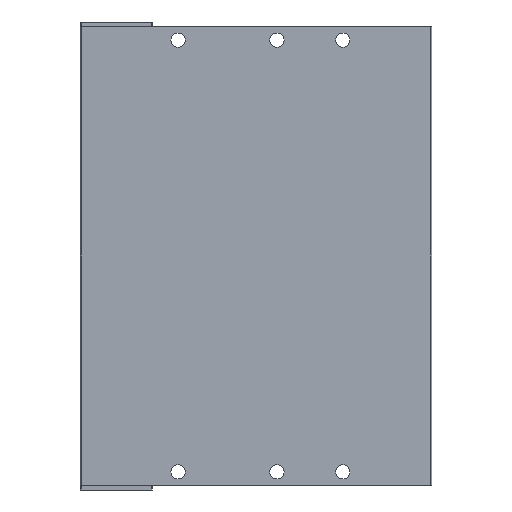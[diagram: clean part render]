
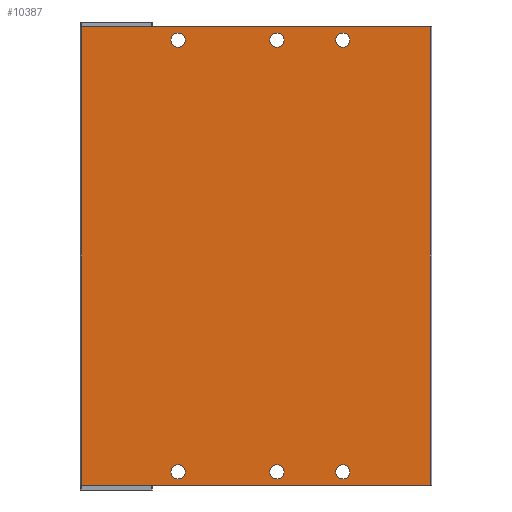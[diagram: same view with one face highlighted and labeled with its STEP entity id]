
A CAD part, front view. The second image highlights one B-rep face of the part: STEP entity #10387.
In plain terms, the highlighted planar face has unit normal (0, -1, 0).
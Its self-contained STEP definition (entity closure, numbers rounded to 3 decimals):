
#22 = EDGE_CURVE ( 'NONE', #1664, #4178, #6436, .T. ) ;
#30 = EDGE_CURVE ( 'NONE', #8908, #5306, #4139, .T. ) ;
#78 = ORIENTED_EDGE ( 'NONE', *, *, #8848, .T. ) ;
#112 = DIRECTION ( 'NONE',  ( 0., 0., -1. ) ) ;
#140 = CARTESIAN_POINT ( 'NONE',  ( 29.7, 0., -135. ) ) ;
#162 = DIRECTION ( 'NONE',  ( 0., 1., 0. ) ) ;
#452 = CARTESIAN_POINT ( 'NONE',  ( 79.7, 0., -132.85 ) ) ;
#455 = DIRECTION ( 'NONE',  ( 0., 0., -1. ) ) ;
#481 = CIRCLE ( 'NONE', #1008, 2.15 ) ;
#487 = EDGE_LOOP ( 'NONE', ( #5768, #3063 ) ) ;
#576 = DIRECTION ( 'NONE',  ( 0., 0., -1. ) ) ;
#667 = DIRECTION ( 'NONE',  ( 0., 0., 1. ) ) ;
#706 = EDGE_CURVE ( 'NONE', #3545, #10559, #2794, .T. ) ;
#753 = AXIS2_PLACEMENT_3D ( 'NONE', #3223, #3169, #6487 ) ;
#908 = CARTESIAN_POINT ( 'NONE',  ( 0.5, 0., 0. ) ) ;
#1004 = EDGE_LOOP ( 'NONE', ( #78, #9330 ) ) ;
#1008 = AXIS2_PLACEMENT_3D ( 'NONE', #9683, #2219, #576 ) ;
#1111 = CARTESIAN_POINT ( 'NONE',  ( 59.7, 0., -6.15 ) ) ;
#1145 = VERTEX_POINT ( 'NONE', #4632 ) ;
#1197 = CARTESIAN_POINT ( 'NONE',  ( 0.5, 0., 0. ) ) ;
#1385 = AXIS2_PLACEMENT_3D ( 'NONE', #6693, #5919, #6744 ) ;
#1431 = LINE ( 'NONE', #6546, #3368 ) ;
#1481 = CARTESIAN_POINT ( 'NONE',  ( 59.7, 0., -4. ) ) ;
#1640 = VERTEX_POINT ( 'NONE', #3971 ) ;
#1664 = VERTEX_POINT ( 'NONE', #8984 ) ;
#1758 = DIRECTION ( 'NONE',  ( 0., 1., 0. ) ) ;
#1930 = FACE_BOUND ( 'NONE', #3515, .T. ) ;
#2074 = CARTESIAN_POINT ( 'NONE',  ( 29.7, 0., -135. ) ) ;
#2203 = ORIENTED_EDGE ( 'NONE', *, *, #7972, .T. ) ;
#2219 = DIRECTION ( 'NONE',  ( 0., 1., 0. ) ) ;
#2366 = AXIS2_PLACEMENT_3D ( 'NONE', #5411, #7926, #455 ) ;
#2400 = EDGE_LOOP ( 'NONE', ( #4678, #3176, #8960, #3428 ) ) ;
#2460 = CARTESIAN_POINT ( 'NONE',  ( 59.7, 0., -1.85 ) ) ;
#2747 = FACE_OUTER_BOUND ( 'NONE', #2400, .T. ) ;
#2794 = CIRCLE ( 'NONE', #3831, 2.15 ) ;
#3063 = ORIENTED_EDGE ( 'NONE', *, *, #8912, .T. ) ;
#3169 = DIRECTION ( 'NONE',  ( 0., 1., 0. ) ) ;
#3176 = ORIENTED_EDGE ( 'NONE', *, *, #10047, .T. ) ;
#3223 = CARTESIAN_POINT ( 'NONE',  ( 79.7, 0., -4. ) ) ;
#3269 = DIRECTION ( 'NONE',  ( 0., 0., -1. ) ) ;
#3362 = DIRECTION ( 'NONE',  ( 0., 0., -1. ) ) ;
#3368 = VECTOR ( 'NONE', #667, 1000. ) ;
#3370 = AXIS2_PLACEMENT_3D ( 'NONE', #2074, #4465, #6098 ) ;
#3375 = AXIS2_PLACEMENT_3D ( 'NONE', #4477, #7801, #9447 ) ;
#3420 = DIRECTION ( 'NONE',  ( 0., 1., 0. ) ) ;
#3428 = ORIENTED_EDGE ( 'NONE', *, *, #30, .T. ) ;
#3462 = CARTESIAN_POINT ( 'NONE',  ( 59.7, 0., -132.85 ) ) ;
#3515 = EDGE_LOOP ( 'NONE', ( #2203, #5686 ) ) ;
#3545 = VERTEX_POINT ( 'NONE', #9401 ) ;
#3748 = EDGE_CURVE ( 'NONE', #4178, #1664, #4445, .T. ) ;
#3831 = AXIS2_PLACEMENT_3D ( 'NONE', #4387, #7712, #3362 ) ;
#3879 = AXIS2_PLACEMENT_3D ( 'NONE', #7791, #162, #112 ) ;
#3948 = CARTESIAN_POINT ( 'NONE',  ( 106.2, 0., 0. ) ) ;
#3971 = CARTESIAN_POINT ( 'NONE',  ( 79.7, 0., -1.85 ) ) ;
#4139 = LINE ( 'NONE', #10028, #6076 ) ;
#4142 = DIRECTION ( 'NONE',  ( 0., 1., 0. ) ) ;
#4178 = VERTEX_POINT ( 'NONE', #10778 ) ;
#4253 = ORIENTED_EDGE ( 'NONE', *, *, #6727, .T. ) ;
#4342 = EDGE_LOOP ( 'NONE', ( #4253, #7056 ) ) ;
#4387 = CARTESIAN_POINT ( 'NONE',  ( 59.7, 0., -135. ) ) ;
#4425 = FACE_BOUND ( 'NONE', #10543, .T. ) ;
#4445 = CIRCLE ( 'NONE', #2366, 2.15 ) ;
#4465 = DIRECTION ( 'NONE',  ( 0., 1., 0. ) ) ;
#4477 = CARTESIAN_POINT ( 'NONE',  ( 0.5, 0., -139. ) ) ;
#4515 = DIRECTION ( 'NONE',  ( 0., 1., 0. ) ) ;
#4561 = LINE ( 'NONE', #7894, #5066 ) ;
#4599 = EDGE_LOOP ( 'NONE', ( #9606, #10394 ) ) ;
#4632 = CARTESIAN_POINT ( 'NONE',  ( 29.7, 0., -132.85 ) ) ;
#4678 = ORIENTED_EDGE ( 'NONE', *, *, #5115, .T. ) ;
#5066 = VECTOR ( 'NONE', #10397, 1000. ) ;
#5115 = EDGE_CURVE ( 'NONE', #5306, #6070, #4561, .T. ) ;
#5261 = CIRCLE ( 'NONE', #8059, 2.15 ) ;
#5306 = VERTEX_POINT ( 'NONE', #8042 ) ;
#5411 = CARTESIAN_POINT ( 'NONE',  ( 29.7, 0., -4. ) ) ;
#5516 = CARTESIAN_POINT ( 'NONE',  ( 79.7, 0., -137.15 ) ) ;
#5686 = ORIENTED_EDGE ( 'NONE', *, *, #7083, .T. ) ;
#5768 = ORIENTED_EDGE ( 'NONE', *, *, #6281, .T. ) ;
#5919 = DIRECTION ( 'NONE',  ( 0., 1., 0. ) ) ;
#5974 = VECTOR ( 'NONE', #7955, 1000. ) ;
#6034 = CARTESIAN_POINT ( 'NONE',  ( 79.7, 0., -6.15 ) ) ;
#6045 = CARTESIAN_POINT ( 'NONE',  ( 59.7, 0., -135. ) ) ;
#6070 = VERTEX_POINT ( 'NONE', #9718 ) ;
#6076 = VECTOR ( 'NONE', #3269, 1000. ) ;
#6098 = DIRECTION ( 'NONE',  ( 0., 0., -1. ) ) ;
#6116 = FACE_BOUND ( 'NONE', #1004, .T. ) ;
#6167 = FACE_BOUND ( 'NONE', #4342, .T. ) ;
#6206 = LINE ( 'NONE', #1197, #5974 ) ;
#6281 = EDGE_CURVE ( 'NONE', #10235, #1145, #7376, .T. ) ;
#6308 = EDGE_CURVE ( 'NONE', #9635, #8908, #6206, .T. ) ;
#6317 = AXIS2_PLACEMENT_3D ( 'NONE', #8825, #4515, #10460 ) ;
#6359 = EDGE_CURVE ( 'NONE', #9546, #9729, #8582, .T. ) ;
#6436 = CIRCLE ( 'NONE', #10788, 2.15 ) ;
#6483 = CARTESIAN_POINT ( 'NONE',  ( 29.7, 0., -4. ) ) ;
#6487 = DIRECTION ( 'NONE',  ( 0., 0., -1. ) ) ;
#6546 = CARTESIAN_POINT ( 'NONE',  ( 106.2, 0., -139. ) ) ;
#6693 = CARTESIAN_POINT ( 'NONE',  ( 79.7, 0., -135. ) ) ;
#6710 = EDGE_CURVE ( 'NONE', #10559, #3545, #8403, .T. ) ;
#6727 = EDGE_CURVE ( 'NONE', #8154, #8333, #10666, .T. ) ;
#6744 = DIRECTION ( 'NONE',  ( 0., 0., -1. ) ) ;
#6801 = ORIENTED_EDGE ( 'NONE', *, *, #706, .T. ) ;
#6831 = FACE_BOUND ( 'NONE', #487, .T. ) ;
#6976 = EDGE_CURVE ( 'NONE', #8333, #8154, #5261, .T. ) ;
#7056 = ORIENTED_EDGE ( 'NONE', *, *, #6976, .T. ) ;
#7083 = EDGE_CURVE ( 'NONE', #1640, #7122, #7195, .T. ) ;
#7122 = VERTEX_POINT ( 'NONE', #6034 ) ;
#7195 = CIRCLE ( 'NONE', #753, 2.15 ) ;
#7376 = CIRCLE ( 'NONE', #3370, 2.15 ) ;
#7412 = DIRECTION ( 'NONE',  ( 0., 1., 0. ) ) ;
#7524 = CARTESIAN_POINT ( 'NONE',  ( 29.7, 0., -137.15 ) ) ;
#7584 = DIRECTION ( 'NONE',  ( 0., 0., -1. ) ) ;
#7712 = DIRECTION ( 'NONE',  ( 0., 1., 0. ) ) ;
#7791 = CARTESIAN_POINT ( 'NONE',  ( 59.7, 0., -4. ) ) ;
#7801 = DIRECTION ( 'NONE',  ( 0., -1., 0. ) ) ;
#7894 = CARTESIAN_POINT ( 'NONE',  ( 0.5, 0., -139. ) ) ;
#7926 = DIRECTION ( 'NONE',  ( 0., 1., 0. ) ) ;
#7955 = DIRECTION ( 'NONE',  ( -1., 0., 0. ) ) ;
#7972 = EDGE_CURVE ( 'NONE', #7122, #1640, #481, .T. ) ;
#8042 = CARTESIAN_POINT ( 'NONE',  ( 0.5, 0., -139. ) ) ;
#8059 = AXIS2_PLACEMENT_3D ( 'NONE', #1481, #4142, #9103 ) ;
#8154 = VERTEX_POINT ( 'NONE', #1111 ) ;
#8333 = VERTEX_POINT ( 'NONE', #2460 ) ;
#8403 = CIRCLE ( 'NONE', #9619, 2.15 ) ;
#8483 = ORIENTED_EDGE ( 'NONE', *, *, #6710, .T. ) ;
#8582 = CIRCLE ( 'NONE', #6317, 2.15 ) ;
#8675 = FACE_BOUND ( 'NONE', #4599, .T. ) ;
#8825 = CARTESIAN_POINT ( 'NONE',  ( 79.7, 0., -135. ) ) ;
#8848 = EDGE_CURVE ( 'NONE', #9729, #9546, #8865, .T. ) ;
#8865 = CIRCLE ( 'NONE', #1385, 2.15 ) ;
#8908 = VERTEX_POINT ( 'NONE', #908 ) ;
#8912 = EDGE_CURVE ( 'NONE', #1145, #10235, #10783, .T. ) ;
#8960 = ORIENTED_EDGE ( 'NONE', *, *, #6308, .T. ) ;
#8984 = CARTESIAN_POINT ( 'NONE',  ( 29.7, 0., -1.85 ) ) ;
#9103 = DIRECTION ( 'NONE',  ( 0., 0., -1. ) ) ;
#9330 = ORIENTED_EDGE ( 'NONE', *, *, #6359, .T. ) ;
#9389 = AXIS2_PLACEMENT_3D ( 'NONE', #140, #3420, #10125 ) ;
#9401 = CARTESIAN_POINT ( 'NONE',  ( 59.7, 0., -137.15 ) ) ;
#9447 = DIRECTION ( 'NONE',  ( 0., 0., -1. ) ) ;
#9546 = VERTEX_POINT ( 'NONE', #452 ) ;
#9606 = ORIENTED_EDGE ( 'NONE', *, *, #3748, .T. ) ;
#9619 = AXIS2_PLACEMENT_3D ( 'NONE', #6045, #1758, #7584 ) ;
#9635 = VERTEX_POINT ( 'NONE', #3948 ) ;
#9683 = CARTESIAN_POINT ( 'NONE',  ( 79.7, 0., -4. ) ) ;
#9718 = CARTESIAN_POINT ( 'NONE',  ( 106.2, 0., -139. ) ) ;
#9729 = VERTEX_POINT ( 'NONE', #5516 ) ;
#10028 = CARTESIAN_POINT ( 'NONE',  ( 0.5, 0., -139. ) ) ;
#10047 = EDGE_CURVE ( 'NONE', #6070, #9635, #1431, .T. ) ;
#10125 = DIRECTION ( 'NONE',  ( 0., 0., -1. ) ) ;
#10163 = PLANE ( 'NONE',  #3375 ) ;
#10235 = VERTEX_POINT ( 'NONE', #7524 ) ;
#10387 = ADVANCED_FACE ( 'NONE', ( #2747, #8675, #6167, #1930, #6116, #4425, #6831 ), #10163, .T. ) ;
#10394 = ORIENTED_EDGE ( 'NONE', *, *, #22, .T. ) ;
#10397 = DIRECTION ( 'NONE',  ( 1., 0., 0. ) ) ;
#10460 = DIRECTION ( 'NONE',  ( 0., 0., -1. ) ) ;
#10543 = EDGE_LOOP ( 'NONE', ( #6801, #8483 ) ) ;
#10559 = VERTEX_POINT ( 'NONE', #3462 ) ;
#10666 = CIRCLE ( 'NONE', #3879, 2.15 ) ;
#10778 = CARTESIAN_POINT ( 'NONE',  ( 29.7, 0., -6.15 ) ) ;
#10783 = CIRCLE ( 'NONE', #9389, 2.15 ) ;
#10788 = AXIS2_PLACEMENT_3D ( 'NONE', #6483, #7412, #10790 ) ;
#10790 = DIRECTION ( 'NONE',  ( 0., 0., -1. ) ) ;
